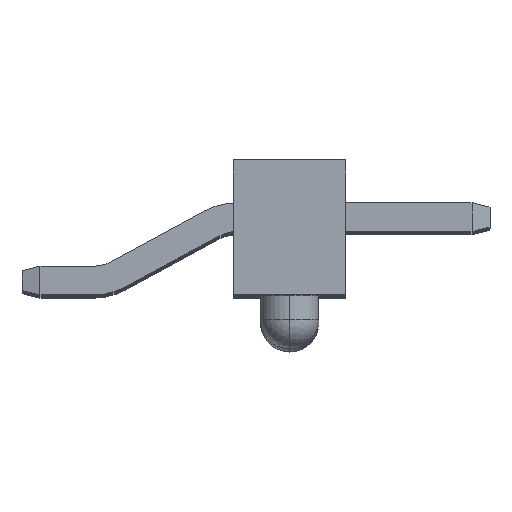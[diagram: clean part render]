
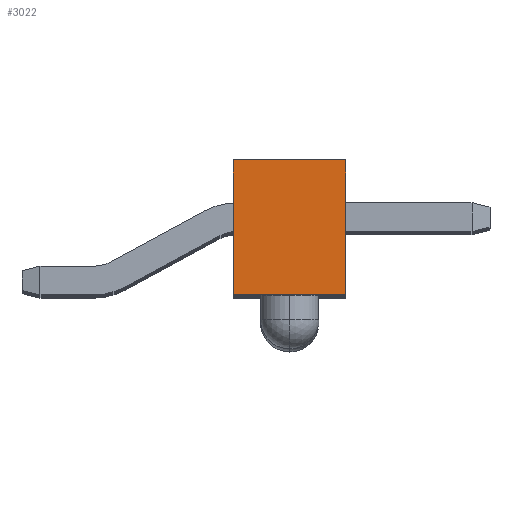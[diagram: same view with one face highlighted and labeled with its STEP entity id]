
A CAD part, top view. The second image highlights one B-rep face of the part: STEP entity #3022.
In plain terms, the highlighted face is planar.
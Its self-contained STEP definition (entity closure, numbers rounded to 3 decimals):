
#959 = VECTOR ( 'NONE', #7613, 1000. ) ;
#977 = LINE ( 'NONE', #7619, #959 ) ;
#1087 = VECTOR ( 'NONE', #6176, 1000. ) ;
#1111 = LINE ( 'NONE', #6185, #1087 ) ;
#1185 = LINE ( 'NONE', #6240, #1186 ) ;
#1186 = VECTOR ( 'NONE', #6262, 1000. ) ;
#1513 = VECTOR ( 'NONE', #5960, 1000. ) ;
#1543 = LINE ( 'NONE', #5984, #1513 ) ;
#1597 = FACE_OUTER_BOUND ( 'NONE', #3318, .T. ) ;
#2259 = EDGE_CURVE ( 'NONE', #6963, #6995, #977, .T. ) ;
#2347 = EDGE_CURVE ( 'NONE', #7165, #6938, #1111, .T. ) ;
#2368 = EDGE_CURVE ( 'NONE', #6995, #6938, #1185, .T. ) ;
#2564 = AXIS2_PLACEMENT_3D ( 'NONE', #6030, #6113, #6184 ) ;
#2591 = EDGE_CURVE ( 'NONE', #7165, #6963, #1543, .T. ) ;
#3022 = ADVANCED_FACE ( 'NONE', ( #1597 ), #6014, .T. ) ;
#3318 = EDGE_LOOP ( 'NONE', ( #4897, #3618, #3565, #3584 ) ) ;
#3565 = ORIENTED_EDGE ( 'NONE', *, *, #2347, .F. ) ;
#3584 = ORIENTED_EDGE ( 'NONE', *, *, #2591, .T. ) ;
#3618 = ORIENTED_EDGE ( 'NONE', *, *, #2368, .T. ) ;
#4897 = ORIENTED_EDGE ( 'NONE', *, *, #2259, .T. ) ;
#4999 = CARTESIAN_POINT ( 'NONE',  ( 10.16, 2.5, -1.27 ) ) ;
#5444 = CARTESIAN_POINT ( 'NONE',  ( 10.16, 0., -1.27 ) ) ;
#5486 = CARTESIAN_POINT ( 'NONE',  ( 10.16, 2.5, 1.73 ) ) ;
#5511 = CARTESIAN_POINT ( 'NONE',  ( 10.16, 0., 1.73 ) ) ;
#5960 = DIRECTION ( 'NONE',  ( 0., 0., 1. ) ) ;
#5984 = CARTESIAN_POINT ( 'NONE',  ( 10.16, 2.5, 1.73 ) ) ;
#6014 = PLANE ( 'NONE',  #2564 ) ;
#6030 = CARTESIAN_POINT ( 'NONE',  ( 10.16, 0., 1.73 ) ) ;
#6113 = DIRECTION ( 'NONE',  ( 1., 0., 0. ) ) ;
#6176 = DIRECTION ( 'NONE',  ( 0., -1., 0. ) ) ;
#6184 = DIRECTION ( 'NONE',  ( 0., 0., -1. ) ) ;
#6185 = CARTESIAN_POINT ( 'NONE',  ( 10.16, 0., -1.27 ) ) ;
#6240 = CARTESIAN_POINT ( 'NONE',  ( 10.16, 0., 0. ) ) ;
#6262 = DIRECTION ( 'NONE',  ( 0., 0., -1. ) ) ;
#6938 = VERTEX_POINT ( 'NONE', #5444 ) ;
#6963 = VERTEX_POINT ( 'NONE', #5486 ) ;
#6995 = VERTEX_POINT ( 'NONE', #5511 ) ;
#7165 = VERTEX_POINT ( 'NONE', #4999 ) ;
#7613 = DIRECTION ( 'NONE',  ( 0., -1., 0. ) ) ;
#7619 = CARTESIAN_POINT ( 'NONE',  ( 10.16, 0., 1.73 ) ) ;
